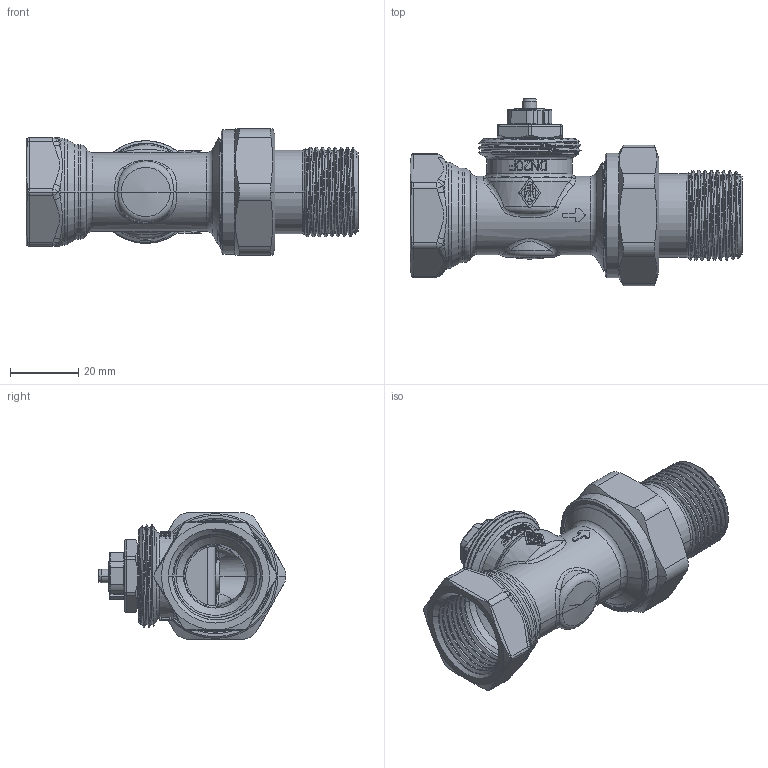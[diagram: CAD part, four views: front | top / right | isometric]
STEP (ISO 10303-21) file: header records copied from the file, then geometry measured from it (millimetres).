
FILE_DESCRIPTION((''),'2;1');
FILE_NAME('3452-03-000-O-BAU_SW0001','2014-12-12T',('marann'),(''),'PRO/ENGINEER BY PARAMETRIC TECHNOLOGY CORPORATION, 2011490','PRO/ENGINEER BY PARAMETRIC TECHNOLOGY CORPORATION, 2011490','');
FILE_SCHEMA(('CONFIG_CONTROL_DESIGN'));
Products named in the file (1): 3452-03-000-O-BAU_SW0001
Bounding box: 97.05 x 54.89 x 37 mm (x, y, z)
Volume: 36039.3 mm3; surface area: 28139.8 mm2
Topology: 1 solids, 1 shells, 1410 faces, 3721 edges, 2367 vertices
Faces by surface type: plane 741, cylinder 282, cone 154, bspline 115, torus 96, sphere 22
Entity records: 61782 total; most frequent: CARTESIAN_POINT 29787, ORIENTED_EDGE 7430, DIRECTION 5519, EDGE_CURVE 3715, VERTEX_POINT 2367, AXIS2_PLACEMENT_3D 2008, VECTOR 1503, LINE 1503
